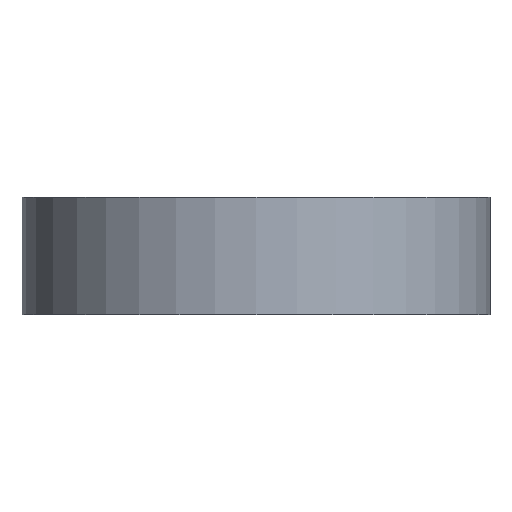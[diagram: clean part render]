
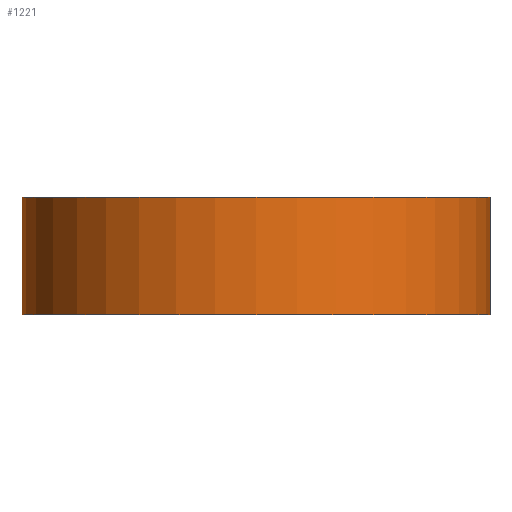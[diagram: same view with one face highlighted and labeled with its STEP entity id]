
A CAD part, front view. The second image highlights one B-rep face of the part: STEP entity #1221.
In plain terms, the highlighted cylindrical face has radius 40 mm (diameter 80 mm), a partial arc.
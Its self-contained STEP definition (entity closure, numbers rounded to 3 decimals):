
#8 = AXIS2_PLACEMENT_3D ( 'NONE', #807, #409, #426 ) ;
#25 = DIRECTION ( 'NONE',  ( 0., 0., 1. ) ) ;
#98 = DIRECTION ( 'NONE',  ( 0., 0., 1. ) ) ;
#176 = DIRECTION ( 'NONE',  ( 0., 0., 1. ) ) ;
#178 = ORIENTED_EDGE ( 'NONE', *, *, #665, .F. ) ;
#218 = EDGE_CURVE ( 'NONE', #944, #1353, #1246, .T. ) ;
#264 = LINE ( 'NONE', #697, #1110 ) ;
#287 = ORIENTED_EDGE ( 'NONE', *, *, #1219, .T. ) ;
#314 = CARTESIAN_POINT ( 'NONE',  ( 40., 0., -20. ) ) ;
#320 = EDGE_CURVE ( 'NONE', #944, #347, #1260, .T. ) ;
#347 = VERTEX_POINT ( 'NONE', #314 ) ;
#378 = CYLINDRICAL_SURFACE ( 'NONE', #642, 40. ) ;
#400 = CARTESIAN_POINT ( 'NONE',  ( -40., 0., 0. ) ) ;
#409 = DIRECTION ( 'NONE',  ( 0., 0., 1. ) ) ;
#426 = DIRECTION ( 'NONE',  ( 1., 0., 0. ) ) ;
#495 = EDGE_LOOP ( 'NONE', ( #499, #1193, #287, #178 ) ) ;
#499 = ORIENTED_EDGE ( 'NONE', *, *, #218, .F. ) ;
#611 = DIRECTION ( 'NONE',  ( 1., 0., 0. ) ) ;
#629 = CARTESIAN_POINT ( 'NONE',  ( 0., 0., 0. ) ) ;
#642 = AXIS2_PLACEMENT_3D ( 'NONE', #1150, #716, #913 ) ;
#665 = EDGE_CURVE ( 'NONE', #1353, #1326, #787, .T. ) ;
#697 = CARTESIAN_POINT ( 'NONE',  ( 40., 0., -20. ) ) ;
#716 = DIRECTION ( 'NONE',  ( 0., 0., 1. ) ) ;
#733 = CARTESIAN_POINT ( 'NONE',  ( 40., 0., 0. ) ) ;
#787 = CIRCLE ( 'NONE', #963, 40. ) ;
#807 = CARTESIAN_POINT ( 'NONE',  ( 0., 0., -20. ) ) ;
#860 = VECTOR ( 'NONE', #176, 1000. ) ;
#913 = DIRECTION ( 'NONE',  ( 1., 0., 0. ) ) ;
#944 = VERTEX_POINT ( 'NONE', #1214 ) ;
#963 = AXIS2_PLACEMENT_3D ( 'NONE', #629, #98, #611 ) ;
#1110 = VECTOR ( 'NONE', #25, 1000. ) ;
#1127 = CARTESIAN_POINT ( 'NONE',  ( -40., 0., -20. ) ) ;
#1150 = CARTESIAN_POINT ( 'NONE',  ( 0., 0., -20. ) ) ;
#1193 = ORIENTED_EDGE ( 'NONE', *, *, #320, .T. ) ;
#1214 = CARTESIAN_POINT ( 'NONE',  ( -40., 0., -20. ) ) ;
#1219 = EDGE_CURVE ( 'NONE', #347, #1326, #264, .T. ) ;
#1221 = ADVANCED_FACE ( 'NONE', ( #1343 ), #378, .T. ) ;
#1246 = LINE ( 'NONE', #1127, #860 ) ;
#1260 = CIRCLE ( 'NONE', #8, 40. ) ;
#1326 = VERTEX_POINT ( 'NONE', #733 ) ;
#1343 = FACE_OUTER_BOUND ( 'NONE', #495, .T. ) ;
#1353 = VERTEX_POINT ( 'NONE', #400 ) ;
